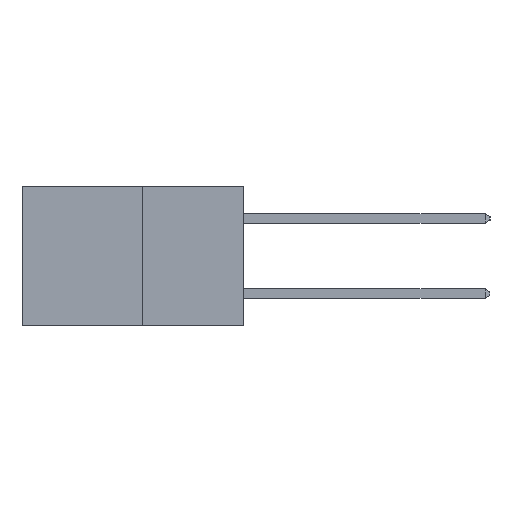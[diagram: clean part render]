
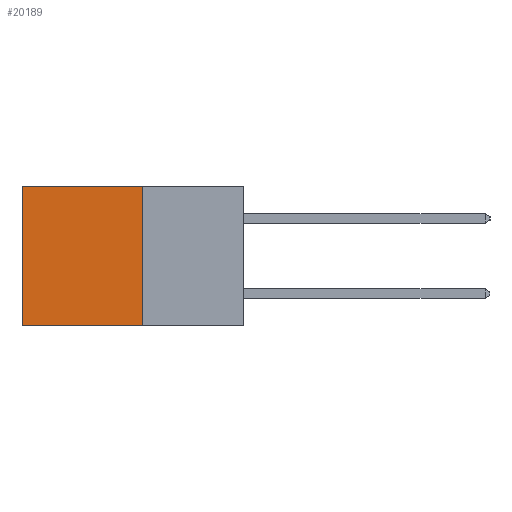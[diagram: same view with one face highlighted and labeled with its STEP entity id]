
A CAD part, left-side view. The second image highlights one B-rep face of the part: STEP entity #20189.
In plain terms, the highlighted planar face has unit normal (-1, 0, 0).
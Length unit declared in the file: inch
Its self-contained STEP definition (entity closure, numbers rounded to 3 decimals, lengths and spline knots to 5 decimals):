
#518 = DIRECTION ( 'NONE',  ( 0., 0., -1. ) ) ;
#897 = CARTESIAN_POINT ( 'NONE',  ( 0.277, 0.27, -0.37 ) ) ;
#1261 = AXIS2_PLACEMENT_3D ( 'NONE', #8460, #10058, #518 ) ;
#1688 = LINE ( 'NONE', #14796, #13345 ) ;
#2454 = DIRECTION ( 'NONE',  ( 0., 1., 0. ) ) ;
#2883 = ORIENTED_EDGE ( 'NONE', *, *, #9529, .F. ) ;
#3869 = CARTESIAN_POINT ( 'NONE',  ( 0.277, 0.27, -0.37 ) ) ;
#4869 = LINE ( 'NONE', #20009, #17355 ) ;
#4898 = EDGE_CURVE ( 'NONE', #11967, #14827, #4869, .T. ) ;
#5799 = CARTESIAN_POINT ( 'NONE',  ( 0.277, 0.59, 0. ) ) ;
#6480 = CARTESIAN_POINT ( 'NONE',  ( 0.277, 0.59, -0.37 ) ) ;
#7021 = DIRECTION ( 'NONE',  ( 0., 0., -1. ) ) ;
#7583 = ORIENTED_EDGE ( 'NONE', *, *, #4898, .T. ) ;
#7915 = FACE_OUTER_BOUND ( 'NONE', #7990, .T. ) ;
#7990 = EDGE_LOOP ( 'NONE', ( #14961, #2883, #15433, #7583 ) ) ;
#8020 = EDGE_CURVE ( 'NONE', #14827, #18808, #1688, .T. ) ;
#8460 = CARTESIAN_POINT ( 'NONE',  ( 0.277, 0.27, -0.37 ) ) ;
#9113 = LINE ( 'NONE', #14293, #16895 ) ;
#9529 = EDGE_CURVE ( 'NONE', #10767, #18808, #12308, .T. ) ;
#10058 = DIRECTION ( 'NONE',  ( 1., 0., 0. ) ) ;
#10767 = VERTEX_POINT ( 'NONE', #3869 ) ;
#11967 = VERTEX_POINT ( 'NONE', #13040 ) ;
#12308 = LINE ( 'NONE', #897, #19542 ) ;
#13040 = CARTESIAN_POINT ( 'NONE',  ( 0.277, 0.27, 0. ) ) ;
#13345 = VECTOR ( 'NONE', #7021, 39.37008 ) ;
#14293 = CARTESIAN_POINT ( 'NONE',  ( 0.277, 0.27, -0.37 ) ) ;
#14796 = CARTESIAN_POINT ( 'NONE',  ( 0.277, 0.59, -0.37 ) ) ;
#14827 = VERTEX_POINT ( 'NONE', #5799 ) ;
#14961 = ORIENTED_EDGE ( 'NONE', *, *, #8020, .T. ) ;
#15433 = ORIENTED_EDGE ( 'NONE', *, *, #18754, .F. ) ;
#15819 = DIRECTION ( 'NONE',  ( 0., 0., -1. ) ) ;
#16895 = VECTOR ( 'NONE', #15819, 39.37008 ) ;
#17355 = VECTOR ( 'NONE', #19790, 39.37008 ) ;
#17780 = PLANE ( 'NONE',  #1261 ) ;
#18754 = EDGE_CURVE ( 'NONE', #11967, #10767, #9113, .T. ) ;
#18808 = VERTEX_POINT ( 'NONE', #6480 ) ;
#19542 = VECTOR ( 'NONE', #2454, 39.37008 ) ;
#19790 = DIRECTION ( 'NONE',  ( 0., 1., 0. ) ) ;
#20009 = CARTESIAN_POINT ( 'NONE',  ( 0.277, 0.27, 0. ) ) ;
#20189 = ADVANCED_FACE ( 'NONE', ( #7915 ), #17780, .F. ) ;
